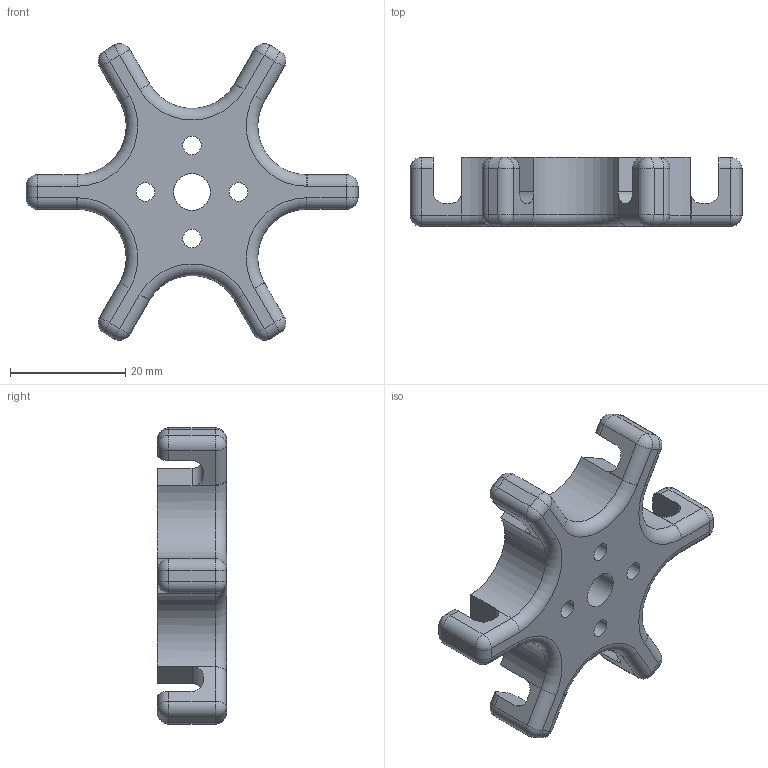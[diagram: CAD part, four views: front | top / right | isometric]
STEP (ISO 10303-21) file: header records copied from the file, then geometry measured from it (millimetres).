
FILE_DESCRIPTION(/* description */ (''),/* implementation_level */ '2;1');
FILE_NAME(/* name */ '',/* time_stamp */ '2026-01-09T14:41:32+03:00',/* author */ ('Phantom'),/* organization */ (''),/* preprocessor_version */ 'ST-DEVELOPER v20.1',/* originating_system */ 'Autodesk Inventor 2026',/* authorisation */ '');
FILE_SCHEMA (('AUTOMOTIVE_DESIGN { 1 0 10303 214 3 1 1 }'));
Length unit declared in the file: millimetre
Products named in the file (1): шестерня для 
черненьких
Bounding box: 57.64 x 12 x 51.45 mm (x, y, z)
Volume: 12357.4 mm3; surface area: 5696.8 mm2
Topology: 1 solids, 1 shells, 157 faces, 375 edges, 220 vertices
Faces by surface type: cylinder 77, plane 44, sphere 24, torus 12
Full cylindrical faces by diameter (mm): 3.2 x4, 6.4 x1
Entity records: 4588 total; most frequent: DIRECTION 839, CARTESIAN_POINT 819, ORIENTED_EDGE 750, EDGE_CURVE 375, AXIS2_PLACEMENT_3D 324, VERTEX_POINT 220, LINE 191, VECTOR 191
